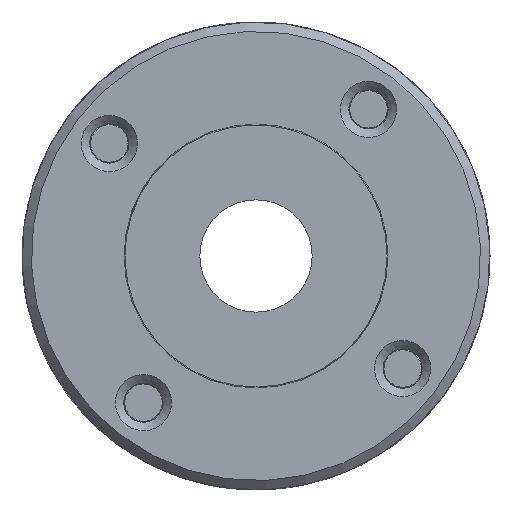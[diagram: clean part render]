
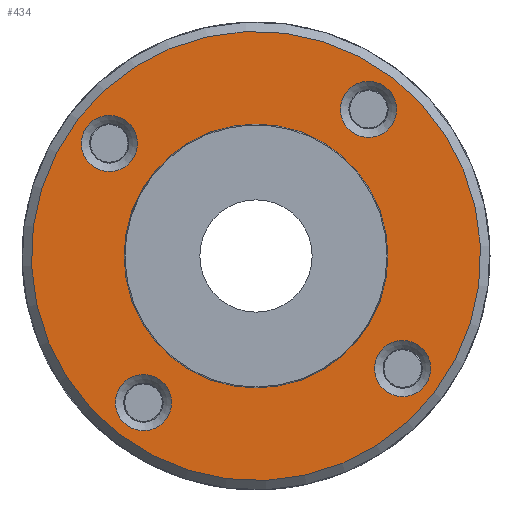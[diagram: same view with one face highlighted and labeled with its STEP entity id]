
A CAD part, left-side view. The second image highlights one B-rep face of the part: STEP entity #434.
In plain terms, the highlighted planar face has unit normal (-1, 0, 0).
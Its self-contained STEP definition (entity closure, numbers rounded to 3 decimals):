
#434 = ADVANCED_FACE( '', ( #1261, #1262, #1263, #1264, #1265, #1266 ), #1267, .T. );
#1261 = FACE_OUTER_BOUND( '', #2708, .T. );
#1262 = FACE_BOUND( '', #2709, .T. );
#1263 = FACE_BOUND( '', #2710, .T. );
#1264 = FACE_BOUND( '', #2711, .T. );
#1265 = FACE_BOUND( '', #2712, .T. );
#1266 = FACE_BOUND( '', #2713, .T. );
#1267 = PLANE( '', #2714 );
#2708 = EDGE_LOOP( '', ( #4160 ) );
#2709 = EDGE_LOOP( '', ( #4161 ) );
#2710 = EDGE_LOOP( '', ( #4162 ) );
#2711 = EDGE_LOOP( '', ( #4163 ) );
#2712 = EDGE_LOOP( '', ( #4164 ) );
#2713 = EDGE_LOOP( '', ( #4165 ) );
#2714 = AXIS2_PLACEMENT_3D( '', #4166, #4167, #4168 );
#4160 = ORIENTED_EDGE( '', *, *, #7428, .T. );
#4161 = ORIENTED_EDGE( '', *, *, #7429, .T. );
#4162 = ORIENTED_EDGE( '', *, *, #7430, .T. );
#4163 = ORIENTED_EDGE( '', *, *, #7431, .T. );
#4164 = ORIENTED_EDGE( '', *, *, #7432, .T. );
#4165 = ORIENTED_EDGE( '', *, *, #7433, .T. );
#4166 = CARTESIAN_POINT( '', ( -38., -8.584, 11.186 ) );
#4167 = DIRECTION( '', ( -1., 0., 0. ) );
#4168 = DIRECTION( '', ( 0., -0.609, 0.793 ) );
#7428 = EDGE_CURVE( '', #8679, #8679, #8680, .T. );
#7429 = EDGE_CURVE( '', #8681, #8681, #8682, .T. );
#7430 = EDGE_CURVE( '', #8683, #8683, #8684, .T. );
#7431 = EDGE_CURVE( '', #8685, #8685, #8686, .T. );
#7432 = EDGE_CURVE( '', #8687, #8687, #8688, .T. );
#7433 = EDGE_CURVE( '', #8689, #8689, #8690, .F. );
#8679 = VERTEX_POINT( '', #10511 );
#8680 = CIRCLE( '', #10512, 24. );
#8681 = VERTEX_POINT( '', #10513 );
#8682 = CIRCLE( '', #10514, 3. );
#8683 = VERTEX_POINT( '', #10515 );
#8684 = CIRCLE( '', #10516, 3. );
#8685 = VERTEX_POINT( '', #10517 );
#8686 = CIRCLE( '', #10518, 3. );
#8687 = VERTEX_POINT( '', #10519 );
#8688 = CIRCLE( '', #10520, 3. );
#8689 = VERTEX_POINT( '', #10521 );
#8690 = CIRCLE( '', #10522, 14.1 );
#10511 = CARTESIAN_POINT( '', ( -38., -14.61, 19.04 ) );
#10512 = AXIS2_PLACEMENT_3D( '', #12985, #12986, #12987 );
#10513 = CARTESIAN_POINT( '', ( -38., 17.495, 9.643 ) );
#10514 = AXIS2_PLACEMENT_3D( '', #12988, #12989, #12990 );
#10515 = CARTESIAN_POINT( '', ( -38., 13.849, -18.049 ) );
#10516 = AXIS2_PLACEMENT_3D( '', #12991, #12992, #12993 );
#10517 = CARTESIAN_POINT( '', ( -38., -13.842, -14.403 ) );
#10518 = AXIS2_PLACEMENT_3D( '', #12994, #12995, #12996 );
#10519 = CARTESIAN_POINT( '', ( -38., -10.197, 13.289 ) );
#10520 = AXIS2_PLACEMENT_3D( '', #12997, #12998, #12999 );
#10521 = CARTESIAN_POINT( '', ( -38., -14.1, 0. ) );
#10522 = AXIS2_PLACEMENT_3D( '', #13000, #13001, #13002 );
#12985 = CARTESIAN_POINT( '', ( -38., 0., 0. ) );
#12986 = DIRECTION( '', ( -1., 0., 0. ) );
#12987 = DIRECTION( '', ( 0., -0.609, 0.793 ) );
#12988 = CARTESIAN_POINT( '', ( -38., 15.669, 12.023 ) );
#12989 = DIRECTION( '', ( 1., 0., 0. ) );
#12990 = DIRECTION( '', ( 0., 0.609, -0.793 ) );
#12991 = CARTESIAN_POINT( '', ( -38., 12.023, -15.669 ) );
#12992 = DIRECTION( '', ( 1., 0., 0. ) );
#12993 = DIRECTION( '', ( 0., 0.609, -0.793 ) );
#12994 = CARTESIAN_POINT( '', ( -38., -15.669, -12.023 ) );
#12995 = DIRECTION( '', ( 1., 0., 0. ) );
#12996 = DIRECTION( '', ( 0., 0.609, -0.793 ) );
#12997 = CARTESIAN_POINT( '', ( -38., -12.023, 15.669 ) );
#12998 = DIRECTION( '', ( 1., 0., 0. ) );
#12999 = DIRECTION( '', ( 0., 0.609, -0.793 ) );
#13000 = CARTESIAN_POINT( '', ( -38., 0., 0. ) );
#13001 = DIRECTION( '', ( -1., 0., 0. ) );
#13002 = DIRECTION( '', ( 0., -1., 0. ) );
